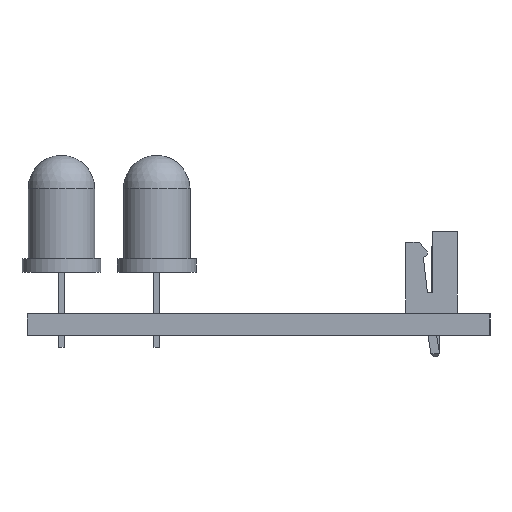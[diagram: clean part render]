
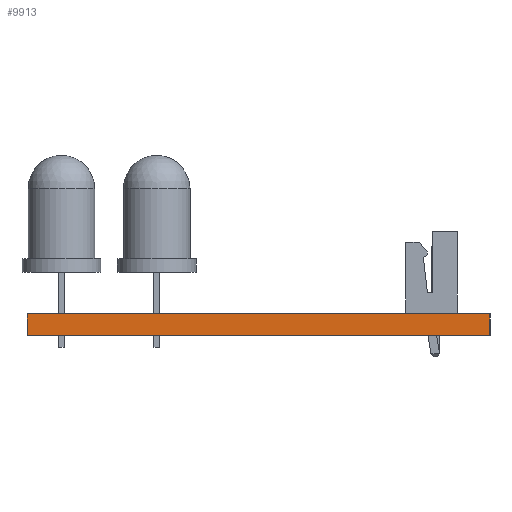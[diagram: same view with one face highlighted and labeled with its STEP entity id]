
A CAD part, left-side view. The second image highlights one B-rep face of the part: STEP entity #9913.
In plain terms, the highlighted planar face has unit normal (-1, 0, 0).
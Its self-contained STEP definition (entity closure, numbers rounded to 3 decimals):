
#9797 = EDGE_CURVE('',#9798,#9800,#9802,.T.);
#9798 = VERTEX_POINT('',#9799);
#9799 = CARTESIAN_POINT('',(0.,0.,0.));
#9800 = VERTEX_POINT('',#9801);
#9801 = CARTESIAN_POINT('',(0.,0.,1.6));
#9802 = SURFACE_CURVE('',#9803,(#9807,#9819),.PCURVE_S1.);
#9803 = LINE('',#9804,#9805);
#9804 = CARTESIAN_POINT('',(0.,0.,0.));
#9805 = VECTOR('',#9806,1.);
#9806 = DIRECTION('',(0.,0.,1.));
#9807 = PCURVE('',#9808,#9813);
#9808 = PLANE('',#9809);
#9809 = AXIS2_PLACEMENT_3D('',#9810,#9811,#9812);
#9810 = CARTESIAN_POINT('',(0.,0.,0.));
#9811 = DIRECTION('',(0.,1.,0.));
#9812 = DIRECTION('',(1.,0.,0.));
#9813 = DEFINITIONAL_REPRESENTATION('',(#9814),#9818);
#9814 = LINE('',#9815,#9816);
#9815 = CARTESIAN_POINT('',(0.,0.));
#9816 = VECTOR('',#9817,1.);
#9817 = DIRECTION('',(0.,-1.));
#9818 = ( GEOMETRIC_REPRESENTATION_CONTEXT(2) 
PARAMETRIC_REPRESENTATION_CONTEXT() REPRESENTATION_CONTEXT('2D SPACE',''
  ) );
#9819 = PCURVE('',#9820,#9825);
#9820 = PLANE('',#9821);
#9821 = AXIS2_PLACEMENT_3D('',#9822,#9823,#9824);
#9822 = CARTESIAN_POINT('',(0.,-34.,0.));
#9823 = DIRECTION('',(-1.,0.,0.));
#9824 = DIRECTION('',(0.,1.,0.));
#9825 = DEFINITIONAL_REPRESENTATION('',(#9826),#9830);
#9826 = LINE('',#9827,#9828);
#9827 = CARTESIAN_POINT('',(34.,0.));
#9828 = VECTOR('',#9829,1.);
#9829 = DIRECTION('',(0.,-1.));
#9830 = ( GEOMETRIC_REPRESENTATION_CONTEXT(2) 
PARAMETRIC_REPRESENTATION_CONTEXT() REPRESENTATION_CONTEXT('2D SPACE',''
  ) );
#9848 = PLANE('',#9849);
#9849 = AXIS2_PLACEMENT_3D('',#9850,#9851,#9852);
#9850 = CARTESIAN_POINT('',(27.,-17.,1.6));
#9851 = DIRECTION('',(0.,0.,-1.));
#9852 = DIRECTION('',(-1.,0.,0.));
#9902 = PLANE('',#9903);
#9903 = AXIS2_PLACEMENT_3D('',#9904,#9905,#9906);
#9904 = CARTESIAN_POINT('',(27.,-17.,0.));
#9905 = DIRECTION('',(0.,0.,-1.));
#9906 = DIRECTION('',(-1.,0.,0.));
#9913 = ADVANCED_FACE('',(#9914),#9820,.T.);
#9914 = FACE_BOUND('',#9915,.T.);
#9915 = EDGE_LOOP('',(#9916,#9946,#9967,#9968));
#9916 = ORIENTED_EDGE('',*,*,#9917,.T.);
#9917 = EDGE_CURVE('',#9918,#9920,#9922,.T.);
#9918 = VERTEX_POINT('',#9919);
#9919 = CARTESIAN_POINT('',(0.,-34.,0.));
#9920 = VERTEX_POINT('',#9921);
#9921 = CARTESIAN_POINT('',(0.,-34.,1.6));
#9922 = SURFACE_CURVE('',#9923,(#9927,#9934),.PCURVE_S1.);
#9923 = LINE('',#9924,#9925);
#9924 = CARTESIAN_POINT('',(0.,-34.,0.));
#9925 = VECTOR('',#9926,1.);
#9926 = DIRECTION('',(0.,0.,1.));
#9927 = PCURVE('',#9820,#9928);
#9928 = DEFINITIONAL_REPRESENTATION('',(#9929),#9933);
#9929 = LINE('',#9930,#9931);
#9930 = CARTESIAN_POINT('',(0.,0.));
#9931 = VECTOR('',#9932,1.);
#9932 = DIRECTION('',(0.,-1.));
#9933 = ( GEOMETRIC_REPRESENTATION_CONTEXT(2) 
PARAMETRIC_REPRESENTATION_CONTEXT() REPRESENTATION_CONTEXT('2D SPACE',''
  ) );
#9934 = PCURVE('',#9935,#9940);
#9935 = PLANE('',#9936);
#9936 = AXIS2_PLACEMENT_3D('',#9937,#9938,#9939);
#9937 = CARTESIAN_POINT('',(54.,-34.,0.));
#9938 = DIRECTION('',(0.,-1.,0.));
#9939 = DIRECTION('',(-1.,0.,0.));
#9940 = DEFINITIONAL_REPRESENTATION('',(#9941),#9945);
#9941 = LINE('',#9942,#9943);
#9942 = CARTESIAN_POINT('',(54.,0.));
#9943 = VECTOR('',#9944,1.);
#9944 = DIRECTION('',(0.,-1.));
#9945 = ( GEOMETRIC_REPRESENTATION_CONTEXT(2) 
PARAMETRIC_REPRESENTATION_CONTEXT() REPRESENTATION_CONTEXT('2D SPACE',''
  ) );
#9946 = ORIENTED_EDGE('',*,*,#9947,.T.);
#9947 = EDGE_CURVE('',#9920,#9800,#9948,.T.);
#9948 = SURFACE_CURVE('',#9949,(#9953,#9960),.PCURVE_S1.);
#9949 = LINE('',#9950,#9951);
#9950 = CARTESIAN_POINT('',(0.,-34.,1.6));
#9951 = VECTOR('',#9952,1.);
#9952 = DIRECTION('',(0.,1.,0.));
#9953 = PCURVE('',#9820,#9954);
#9954 = DEFINITIONAL_REPRESENTATION('',(#9955),#9959);
#9955 = LINE('',#9956,#9957);
#9956 = CARTESIAN_POINT('',(0.,-1.6));
#9957 = VECTOR('',#9958,1.);
#9958 = DIRECTION('',(1.,0.));
#9959 = ( GEOMETRIC_REPRESENTATION_CONTEXT(2) 
PARAMETRIC_REPRESENTATION_CONTEXT() REPRESENTATION_CONTEXT('2D SPACE',''
  ) );
#9960 = PCURVE('',#9848,#9961);
#9961 = DEFINITIONAL_REPRESENTATION('',(#9962),#9966);
#9962 = LINE('',#9963,#9964);
#9963 = CARTESIAN_POINT('',(27.,-17.));
#9964 = VECTOR('',#9965,1.);
#9965 = DIRECTION('',(0.,1.));
#9966 = ( GEOMETRIC_REPRESENTATION_CONTEXT(2) 
PARAMETRIC_REPRESENTATION_CONTEXT() REPRESENTATION_CONTEXT('2D SPACE',''
  ) );
#9967 = ORIENTED_EDGE('',*,*,#9797,.F.);
#9968 = ORIENTED_EDGE('',*,*,#9969,.F.);
#9969 = EDGE_CURVE('',#9918,#9798,#9970,.T.);
#9970 = SURFACE_CURVE('',#9971,(#9975,#9982),.PCURVE_S1.);
#9971 = LINE('',#9972,#9973);
#9972 = CARTESIAN_POINT('',(0.,-34.,0.));
#9973 = VECTOR('',#9974,1.);
#9974 = DIRECTION('',(0.,1.,0.));
#9975 = PCURVE('',#9820,#9976);
#9976 = DEFINITIONAL_REPRESENTATION('',(#9977),#9981);
#9977 = LINE('',#9978,#9979);
#9978 = CARTESIAN_POINT('',(0.,0.));
#9979 = VECTOR('',#9980,1.);
#9980 = DIRECTION('',(1.,0.));
#9981 = ( GEOMETRIC_REPRESENTATION_CONTEXT(2) 
PARAMETRIC_REPRESENTATION_CONTEXT() REPRESENTATION_CONTEXT('2D SPACE',''
  ) );
#9982 = PCURVE('',#9902,#9983);
#9983 = DEFINITIONAL_REPRESENTATION('',(#9984),#9988);
#9984 = LINE('',#9985,#9986);
#9985 = CARTESIAN_POINT('',(27.,-17.));
#9986 = VECTOR('',#9987,1.);
#9987 = DIRECTION('',(0.,1.));
#9988 = ( GEOMETRIC_REPRESENTATION_CONTEXT(2) 
PARAMETRIC_REPRESENTATION_CONTEXT() REPRESENTATION_CONTEXT('2D SPACE',''
  ) );
